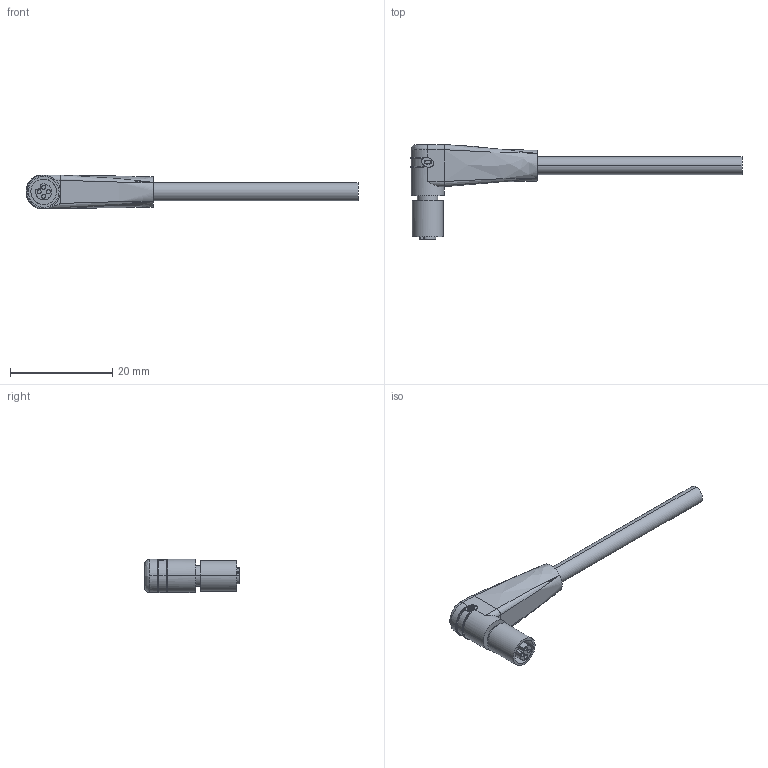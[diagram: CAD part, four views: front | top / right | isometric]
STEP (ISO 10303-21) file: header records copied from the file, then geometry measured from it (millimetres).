
FILE_DESCRIPTION (( 'STEP AP203' ), '1' );
FILE_NAME ('P09.STEP', '2020-03-30T05:41:13', ( 'edpusr' ), ( 'Microsoft' ), 'SwSTEP 2.0', 'SolidWorks 2015', '' );
FILE_SCHEMA (( 'CONFIG_CONTROL_DESIGN' ));
Length unit declared in the file: millimetre
Products named in the file (1): P09
Bounding box: 64.83 x 18.5 x 6.63 mm (x, y, z)
Volume: 1629.7 mm3; surface area: 1466.8 mm2
Topology: 1 solids, 1 shells, 101 faces, 265 edges, 172 vertices
Faces by surface type: cylinder 39, plane 35, bspline 27
Entity records: 5373 total; most frequent: CARTESIAN_POINT 3194, ORIENTED_EDGE 522, DIRECTION 289, EDGE_CURVE 261, VERTEX_POINT 172, B_SPLINE_CURVE_WITH_KNOTS 132, EDGE_LOOP 111, FACE_OUTER_BOUND 101
